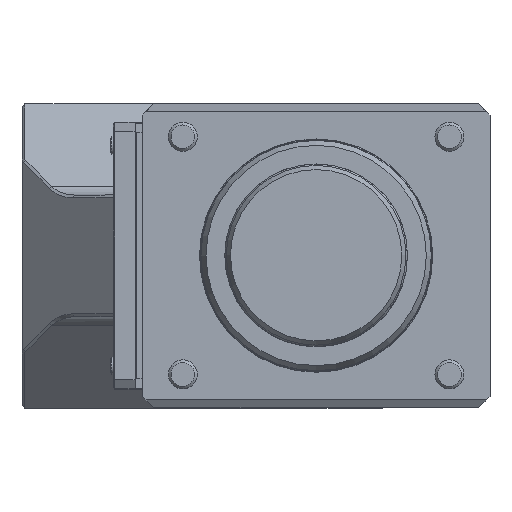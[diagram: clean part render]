
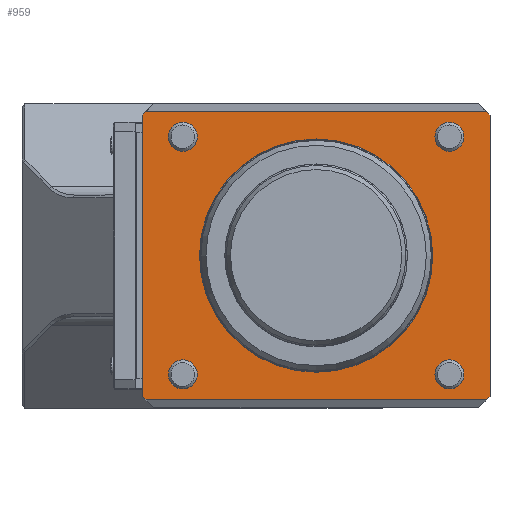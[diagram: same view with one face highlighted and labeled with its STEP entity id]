
A CAD part, top view. The second image highlights one B-rep face of the part: STEP entity #959.
In plain terms, the highlighted planar face has unit normal (0, 0, 1).
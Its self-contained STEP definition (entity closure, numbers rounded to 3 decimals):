
#295=LINE('',#5512,#560);
#297=LINE('',#5516,#562);
#300=LINE('',#5521,#565);
#302=LINE('',#5525,#567);
#304=LINE('',#5529,#569);
#306=LINE('',#5533,#571);
#308=LINE('',#5537,#573);
#310=LINE('',#5541,#575);
#560=VECTOR('',#4120,1.);
#562=VECTOR('',#4124,1.);
#565=VECTOR('',#4129,1.);
#567=VECTOR('',#4133,1.);
#569=VECTOR('',#4137,1.);
#571=VECTOR('',#4141,1.);
#573=VECTOR('',#4145,1.);
#575=VECTOR('',#4149,1.);
#671=FACE_BOUND('',#1458,.T.);
#672=FACE_BOUND('',#1459,.T.);
#673=FACE_BOUND('',#1460,.T.);
#674=FACE_BOUND('',#1461,.T.);
#675=FACE_BOUND('',#1462,.T.);
#676=FACE_BOUND('',#1463,.T.);
#959=ADVANCED_FACE('',(#671,#672,#673,#674,#675,#676),#1158,.F.);
#1158=PLANE('',#3448);
#1458=EDGE_LOOP('',(#2181));
#1459=EDGE_LOOP('',(#2182));
#1460=EDGE_LOOP('',(#2183));
#1461=EDGE_LOOP('',(#2184));
#1462=EDGE_LOOP('',(#2185,#2186,#2187,#2188,#2189,#2190,#2191,#2192));
#1463=EDGE_LOOP('',(#2193));
#2181=ORIENTED_EDGE('',*,*,#3052,.T.);
#2182=ORIENTED_EDGE('',*,*,#3053,.T.);
#2183=ORIENTED_EDGE('',*,*,#3054,.T.);
#2184=ORIENTED_EDGE('',*,*,#3055,.T.);
#2185=ORIENTED_EDGE('',*,*,#3051,.F.);
#2186=ORIENTED_EDGE('',*,*,#3049,.T.);
#2187=ORIENTED_EDGE('',*,*,#3047,.F.);
#2188=ORIENTED_EDGE('',*,*,#3045,.T.);
#2189=ORIENTED_EDGE('',*,*,#3043,.T.);
#2190=ORIENTED_EDGE('',*,*,#3041,.T.);
#2191=ORIENTED_EDGE('',*,*,#3038,.T.);
#2192=ORIENTED_EDGE('',*,*,#3036,.T.);
#2193=ORIENTED_EDGE('',*,*,#3056,.T.);
#2653=VERTEX_POINT('',#5511);
#2654=VERTEX_POINT('',#5513);
#2655=VERTEX_POINT('',#5517);
#2656=VERTEX_POINT('',#5522);
#2657=VERTEX_POINT('',#5526);
#2658=VERTEX_POINT('',#5530);
#2659=VERTEX_POINT('',#5534);
#2660=VERTEX_POINT('',#5538);
#2661=VERTEX_POINT('',#5544);
#2662=VERTEX_POINT('',#5546);
#2663=VERTEX_POINT('',#5548);
#2664=VERTEX_POINT('',#5550);
#2665=VERTEX_POINT('',#5552);
#3036=EDGE_CURVE('',#2654,#2653,#295,.T.);
#3038=EDGE_CURVE('',#2655,#2654,#297,.T.);
#3041=EDGE_CURVE('',#2656,#2655,#300,.T.);
#3043=EDGE_CURVE('',#2657,#2656,#302,.T.);
#3045=EDGE_CURVE('',#2658,#2657,#304,.T.);
#3047=EDGE_CURVE('',#2658,#2659,#306,.T.);
#3049=EDGE_CURVE('',#2660,#2659,#308,.T.);
#3051=EDGE_CURVE('',#2660,#2653,#310,.T.);
#3052=EDGE_CURVE('',#2661,#2661,#3191,.T.);
#3053=EDGE_CURVE('',#2662,#2662,#3192,.T.);
#3054=EDGE_CURVE('',#2663,#2663,#3193,.T.);
#3055=EDGE_CURVE('',#2664,#2664,#3194,.T.);
#3056=EDGE_CURVE('',#2665,#2665,#3195,.T.);
#3191=CIRCLE('',#3443,5.);
#3192=CIRCLE('',#3444,5.);
#3193=CIRCLE('',#3445,5.);
#3194=CIRCLE('',#3446,5.);
#3195=CIRCLE('',#3447,40.25);
#3443=AXIS2_PLACEMENT_3D('',#5543,#4152,#4153);
#3444=AXIS2_PLACEMENT_3D('',#5545,#4154,#4155);
#3445=AXIS2_PLACEMENT_3D('',#5547,#4156,#4157);
#3446=AXIS2_PLACEMENT_3D('',#5549,#4158,#4159);
#3447=AXIS2_PLACEMENT_3D('',#5551,#4160,#4161);
#3448=AXIS2_PLACEMENT_3D('',#5553,#4162,#4163);
#4120=DIRECTION('',(0.707,0.707,0.));
#4124=DIRECTION('',(1.,0.,0.));
#4129=DIRECTION('',(0.707,-0.707,0.));
#4133=DIRECTION('',(0.,-1.,0.));
#4137=DIRECTION('',(-0.707,-0.707,0.));
#4141=DIRECTION('',(1.,0.,0.));
#4145=DIRECTION('',(-0.707,0.707,0.));
#4149=DIRECTION('',(0.,-1.,0.));
#4152=DIRECTION('',(0.,0.,-1.));
#4153=DIRECTION('',(0.,1.,0.));
#4154=DIRECTION('',(0.,0.,-1.));
#4155=DIRECTION('',(0.,1.,0.));
#4156=DIRECTION('',(0.,0.,-1.));
#4157=DIRECTION('',(0.,1.,0.));
#4158=DIRECTION('',(0.,0.,-1.));
#4159=DIRECTION('',(0.,1.,0.));
#4160=DIRECTION('',(0.,0.,-1.));
#4161=DIRECTION('',(0.,1.,0.));
#4162=DIRECTION('',(0.,0.,-1.));
#4163=DIRECTION('',(1.,0.,0.));
#5511=CARTESIAN_POINT('',(60.,-48.5,0.));
#5512=CARTESIAN_POINT('',(60.,-48.5,0.));
#5513=CARTESIAN_POINT('',(58.679,-49.821,0.));
#5516=CARTESIAN_POINT('',(-198.246,-49.821,0.));
#5517=CARTESIAN_POINT('',(-58.679,-49.821,0.));
#5521=CARTESIAN_POINT('',(-60.,-48.5,0.));
#5522=CARTESIAN_POINT('',(-60.,-48.5,0.));
#5525=CARTESIAN_POINT('',(-60.,52.5,0.));
#5526=CARTESIAN_POINT('',(-60.,48.5,0.));
#5529=CARTESIAN_POINT('',(-56.,52.5,0.));
#5530=CARTESIAN_POINT('',(-58.679,49.821,0.));
#5533=CARTESIAN_POINT('',(-60.,49.821,0.));
#5534=CARTESIAN_POINT('',(58.679,49.821,0.));
#5537=CARTESIAN_POINT('',(56.,52.5,0.));
#5538=CARTESIAN_POINT('',(60.,48.5,0.));
#5541=CARTESIAN_POINT('',(60.,52.5,0.));
#5543=CARTESIAN_POINT('',(-46.,-41.,0.));
#5544=CARTESIAN_POINT('',(-46.,-36.,0.));
#5545=CARTESIAN_POINT('',(46.,-41.,0.));
#5546=CARTESIAN_POINT('',(46.,-36.,0.));
#5547=CARTESIAN_POINT('',(-46.,41.,0.));
#5548=CARTESIAN_POINT('',(-46.,46.,0.));
#5549=CARTESIAN_POINT('',(46.,41.,0.));
#5550=CARTESIAN_POINT('',(46.,46.,0.));
#5551=CARTESIAN_POINT('',(0.,0.,0.));
#5552=CARTESIAN_POINT('',(-40.25,0.,0.));
#5553=CARTESIAN_POINT('',(-60.,52.5,0.));
